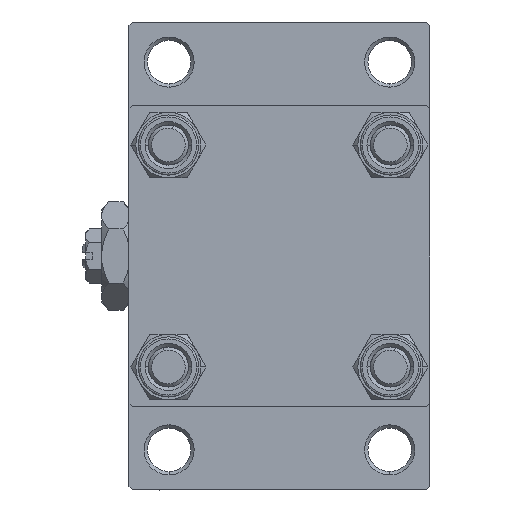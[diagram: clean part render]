
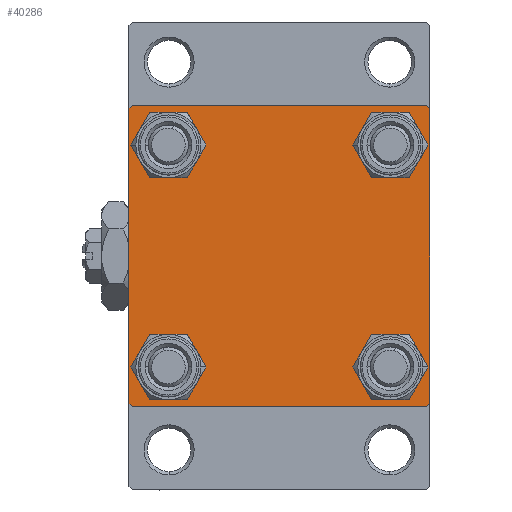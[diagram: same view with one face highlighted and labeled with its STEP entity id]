
A CAD part, left-side view. The second image highlights one B-rep face of the part: STEP entity #40286.
In plain terms, the highlighted planar face has unit normal (-1, 0, 0).
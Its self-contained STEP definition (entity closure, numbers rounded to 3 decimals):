
#298 = CARTESIAN_POINT ( 'NONE',  ( 0., -22.5, -22. ) ) ;
#403 = DIRECTION ( 'NONE',  ( 1., 0., 0. ) ) ;
#1321 = VERTEX_POINT ( 'NONE', #28048 ) ;
#1846 = CARTESIAN_POINT ( 'NONE',  ( 0., 22.25, -22.25 ) ) ;
#2194 = VECTOR ( 'NONE', #49141, 1000. ) ;
#2415 = DIRECTION ( 'NONE',  ( 1., 0., 0. ) ) ;
#2598 = VECTOR ( 'NONE', #31928, 1000. ) ;
#2913 = LINE ( 'NONE', #29754, #48374 ) ;
#3195 = CARTESIAN_POINT ( 'NONE',  ( 0., 16.6, -16.6 ) ) ;
#3212 = CIRCLE ( 'NONE', #9555, 3.5 ) ;
#3239 = DIRECTION ( 'NONE',  ( 1., 0., 0. ) ) ;
#3440 = CARTESIAN_POINT ( 'NONE',  ( 0., -22.25, -22.25 ) ) ;
#3875 = VERTEX_POINT ( 'NONE', #38709 ) ;
#4162 = FACE_BOUND ( 'NONE', #16635, .T. ) ;
#5112 = EDGE_CURVE ( 'NONE', #19319, #14962, #19455, .T. ) ;
#5421 = VERTEX_POINT ( 'NONE', #15500 ) ;
#5580 = CIRCLE ( 'NONE', #27805, 3.5 ) ;
#5775 = EDGE_CURVE ( 'NONE', #36539, #27702, #34521, .T. ) ;
#6465 = VERTEX_POINT ( 'NONE', #29991 ) ;
#6866 = DIRECTION ( 'NONE',  ( 0., 0., 1. ) ) ;
#7055 = CARTESIAN_POINT ( 'NONE',  ( 0., -16.6, -16.6 ) ) ;
#7331 = ORIENTED_EDGE ( 'NONE', *, *, #11396, .T. ) ;
#7602 = CARTESIAN_POINT ( 'NONE',  ( 0., -22., 22.5 ) ) ;
#7657 = LINE ( 'NONE', #3440, #2194 ) ;
#8210 = DIRECTION ( 'NONE',  ( 0., 0.707, -0.707 ) ) ;
#8542 = AXIS2_PLACEMENT_3D ( 'NONE', #25513, #403, #19294 ) ;
#8866 = CARTESIAN_POINT ( 'NONE',  ( 0., 0., 0. ) ) ;
#9555 = AXIS2_PLACEMENT_3D ( 'NONE', #19471, #29480, #41151 ) ;
#10255 = DIRECTION ( 'NONE',  ( 0., 0.707, 0.707 ) ) ;
#10686 = DIRECTION ( 'NONE',  ( 0., 0., 1. ) ) ;
#11378 = EDGE_CURVE ( 'NONE', #27702, #36539, #18845, .T. ) ;
#11396 = EDGE_CURVE ( 'NONE', #6465, #35222, #32359, .T. ) ;
#11407 = VERTEX_POINT ( 'NONE', #26257 ) ;
#11951 = LINE ( 'NONE', #27110, #41319 ) ;
#12159 = EDGE_CURVE ( 'NONE', #41196, #14356, #7657, .T. ) ;
#12355 = FACE_BOUND ( 'NONE', #29441, .T. ) ;
#12667 = ORIENTED_EDGE ( 'NONE', *, *, #24781, .T. ) ;
#13584 = ORIENTED_EDGE ( 'NONE', *, *, #11378, .T. ) ;
#13897 = CARTESIAN_POINT ( 'NONE',  ( 0., 22.5, 22.5 ) ) ;
#14023 = DIRECTION ( 'NONE',  ( 1., 0., 0. ) ) ;
#14356 = VERTEX_POINT ( 'NONE', #298 ) ;
#14548 = CARTESIAN_POINT ( 'NONE',  ( 0., 22.5, -22. ) ) ;
#14762 = ORIENTED_EDGE ( 'NONE', *, *, #30529, .T. ) ;
#14962 = VERTEX_POINT ( 'NONE', #29509 ) ;
#15081 = ORIENTED_EDGE ( 'NONE', *, *, #17185, .F. ) ;
#15500 = CARTESIAN_POINT ( 'NONE',  ( 0., 22., -22.5 ) ) ;
#15548 = CARTESIAN_POINT ( 'NONE',  ( 0., -16.6, 13.1 ) ) ;
#15608 = CARTESIAN_POINT ( 'NONE',  ( 0., 22.5, 22. ) ) ;
#15841 = DIRECTION ( 'NONE',  ( 0., 0., 1. ) ) ;
#16635 = EDGE_LOOP ( 'NONE', ( #43091, #37159 ) ) ;
#17056 = ORIENTED_EDGE ( 'NONE', *, *, #49052, .T. ) ;
#17185 = EDGE_CURVE ( 'NONE', #11407, #37191, #23538, .T. ) ;
#17302 = EDGE_LOOP ( 'NONE', ( #17056, #14762, #12667, #31561, #32458, #40207, #15081, #38615 ) ) ;
#17637 = LINE ( 'NONE', #13897, #25221 ) ;
#17762 = ORIENTED_EDGE ( 'NONE', *, *, #25985, .T. ) ;
#17928 = AXIS2_PLACEMENT_3D ( 'NONE', #8866, #42897, #15841 ) ;
#17998 = DIRECTION ( 'NONE',  ( 0., 0., 1. ) ) ;
#18443 = DIRECTION ( 'NONE',  ( 0., 0., 1. ) ) ;
#18567 = AXIS2_PLACEMENT_3D ( 'NONE', #7055, #14023, #17998 ) ;
#18845 = CIRCLE ( 'NONE', #28381, 3.5 ) ;
#19294 = DIRECTION ( 'NONE',  ( 0., 0., 1. ) ) ;
#19319 = VERTEX_POINT ( 'NONE', #15548 ) ;
#19455 = CIRCLE ( 'NONE', #22606, 3.5 ) ;
#19471 = CARTESIAN_POINT ( 'NONE',  ( 0., 16.6, -16.6 ) ) ;
#20318 = FACE_BOUND ( 'NONE', #34904, .T. ) ;
#21288 = CARTESIAN_POINT ( 'NONE',  ( 0., 22.5, 22.5 ) ) ;
#21616 = LINE ( 'NONE', #45178, #33373 ) ;
#21668 = VERTEX_POINT ( 'NONE', #14548 ) ;
#21678 = DIRECTION ( 'NONE',  ( 1., 0., 0. ) ) ;
#22000 = ORIENTED_EDGE ( 'NONE', *, *, #25694, .T. ) ;
#22606 = AXIS2_PLACEMENT_3D ( 'NONE', #29488, #34444, #40910 ) ;
#22746 = EDGE_CURVE ( 'NONE', #3875, #14356, #21616, .T. ) ;
#23538 = LINE ( 'NONE', #21288, #27640 ) ;
#24781 = EDGE_CURVE ( 'NONE', #5421, #41196, #2913, .T. ) ;
#25221 = VECTOR ( 'NONE', #44672, 1000. ) ;
#25395 = CARTESIAN_POINT ( 'NONE',  ( 0., 16.6, 16.6 ) ) ;
#25455 = EDGE_CURVE ( 'NONE', #11407, #42084, #11951, .T. ) ;
#25513 = CARTESIAN_POINT ( 'NONE',  ( 0., -16.6, -16.6 ) ) ;
#25656 = VECTOR ( 'NONE', #10255, 1000. ) ;
#25694 = EDGE_CURVE ( 'NONE', #30575, #1321, #5580, .T. ) ;
#25963 = ORIENTED_EDGE ( 'NONE', *, *, #36638, .T. ) ;
#25985 = EDGE_CURVE ( 'NONE', #1321, #30575, #3212, .T. ) ;
#26257 = CARTESIAN_POINT ( 'NONE',  ( 0., 22., 22.5 ) ) ;
#26921 = EDGE_LOOP ( 'NONE', ( #7331, #25963 ) ) ;
#27110 = CARTESIAN_POINT ( 'NONE',  ( 0., 22.25, 22.25 ) ) ;
#27266 = FACE_OUTER_BOUND ( 'NONE', #17302, .T. ) ;
#27640 = VECTOR ( 'NONE', #37166, 1000. ) ;
#27702 = VERTEX_POINT ( 'NONE', #30484 ) ;
#27805 = AXIS2_PLACEMENT_3D ( 'NONE', #3195, #41455, #40963 ) ;
#28048 = CARTESIAN_POINT ( 'NONE',  ( 0., 16.6, -13.1 ) ) ;
#28194 = CARTESIAN_POINT ( 'NONE',  ( 0., 16.6, -20.1 ) ) ;
#28381 = AXIS2_PLACEMENT_3D ( 'NONE', #40184, #2415, #6866 ) ;
#28665 = EDGE_CURVE ( 'NONE', #14962, #19319, #31885, .T. ) ;
#29400 = LINE ( 'NONE', #33126, #25656 ) ;
#29441 = EDGE_LOOP ( 'NONE', ( #17762, #22000 ) ) ;
#29480 = DIRECTION ( 'NONE',  ( 1., 0., 0. ) ) ;
#29488 = CARTESIAN_POINT ( 'NONE',  ( 0., -16.6, 16.6 ) ) ;
#29509 = CARTESIAN_POINT ( 'NONE',  ( 0., -16.6, 20.1 ) ) ;
#29754 = CARTESIAN_POINT ( 'NONE',  ( 0., 22.5, -22.5 ) ) ;
#29991 = CARTESIAN_POINT ( 'NONE',  ( 0., -16.6, -13.1 ) ) ;
#30096 = CARTESIAN_POINT ( 'NONE',  ( 0., -22., -22.5 ) ) ;
#30484 = CARTESIAN_POINT ( 'NONE',  ( 0., 16.6, 20.1 ) ) ;
#30529 = EDGE_CURVE ( 'NONE', #21668, #5421, #42843, .T. ) ;
#30575 = VERTEX_POINT ( 'NONE', #28194 ) ;
#31561 = ORIENTED_EDGE ( 'NONE', *, *, #12159, .T. ) ;
#31885 = CIRCLE ( 'NONE', #46918, 3.5 ) ;
#31928 = DIRECTION ( 'NONE',  ( 0., -0.707, -0.707 ) ) ;
#32359 = CIRCLE ( 'NONE', #8542, 3.5 ) ;
#32458 = ORIENTED_EDGE ( 'NONE', *, *, #22746, .F. ) ;
#32812 = EDGE_CURVE ( 'NONE', #3875, #37191, #29400, .T. ) ;
#32864 = CIRCLE ( 'NONE', #18567, 3.5 ) ;
#33126 = CARTESIAN_POINT ( 'NONE',  ( 0., -22.25, 22.25 ) ) ;
#33373 = VECTOR ( 'NONE', #48907, 1000. ) ;
#34444 = DIRECTION ( 'NONE',  ( 1., 0., 0. ) ) ;
#34521 = CIRCLE ( 'NONE', #48749, 3.5 ) ;
#34537 = ORIENTED_EDGE ( 'NONE', *, *, #5775, .T. ) ;
#34729 = FACE_BOUND ( 'NONE', #26921, .T. ) ;
#34904 = EDGE_LOOP ( 'NONE', ( #13584, #34537 ) ) ;
#35222 = VERTEX_POINT ( 'NONE', #36994 ) ;
#36155 = CARTESIAN_POINT ( 'NONE',  ( 0., 16.6, 13.1 ) ) ;
#36539 = VERTEX_POINT ( 'NONE', #36155 ) ;
#36638 = EDGE_CURVE ( 'NONE', #35222, #6465, #32864, .T. ) ;
#36994 = CARTESIAN_POINT ( 'NONE',  ( 0., -16.6, -20.1 ) ) ;
#37159 = ORIENTED_EDGE ( 'NONE', *, *, #5112, .T. ) ;
#37166 = DIRECTION ( 'NONE',  ( 0., -1., 0. ) ) ;
#37191 = VERTEX_POINT ( 'NONE', #7602 ) ;
#38615 = ORIENTED_EDGE ( 'NONE', *, *, #25455, .T. ) ;
#38709 = CARTESIAN_POINT ( 'NONE',  ( 0., -22.5, 22. ) ) ;
#38944 = PLANE ( 'NONE',  #17928 ) ;
#40184 = CARTESIAN_POINT ( 'NONE',  ( 0., 16.6, 16.6 ) ) ;
#40207 = ORIENTED_EDGE ( 'NONE', *, *, #32812, .T. ) ;
#40286 = ADVANCED_FACE ( 'NONE', ( #4162, #34729, #12355, #20318, #27266 ), #38944, .T. ) ;
#40910 = DIRECTION ( 'NONE',  ( 0., 0., 1. ) ) ;
#40963 = DIRECTION ( 'NONE',  ( 0., 0., 1. ) ) ;
#41151 = DIRECTION ( 'NONE',  ( 0., 0., 1. ) ) ;
#41196 = VERTEX_POINT ( 'NONE', #30096 ) ;
#41319 = VECTOR ( 'NONE', #8210, 1000. ) ;
#41455 = DIRECTION ( 'NONE',  ( 1., 0., 0. ) ) ;
#42084 = VERTEX_POINT ( 'NONE', #15608 ) ;
#42843 = LINE ( 'NONE', #1846, #2598 ) ;
#42897 = DIRECTION ( 'NONE',  ( -1., 0., 0. ) ) ;
#43091 = ORIENTED_EDGE ( 'NONE', *, *, #28665, .T. ) ;
#44672 = DIRECTION ( 'NONE',  ( 0., 0., -1. ) ) ;
#45178 = CARTESIAN_POINT ( 'NONE',  ( 0., -22.5, 22.5 ) ) ;
#46918 = AXIS2_PLACEMENT_3D ( 'NONE', #48684, #3239, #10686 ) ;
#48114 = DIRECTION ( 'NONE',  ( 0., -1., 0. ) ) ;
#48374 = VECTOR ( 'NONE', #48114, 1000. ) ;
#48684 = CARTESIAN_POINT ( 'NONE',  ( 0., -16.6, 16.6 ) ) ;
#48749 = AXIS2_PLACEMENT_3D ( 'NONE', #25395, #21678, #18443 ) ;
#48907 = DIRECTION ( 'NONE',  ( 0., 0., -1. ) ) ;
#49052 = EDGE_CURVE ( 'NONE', #42084, #21668, #17637, .T. ) ;
#49141 = DIRECTION ( 'NONE',  ( 0., -0.707, 0.707 ) ) ;
